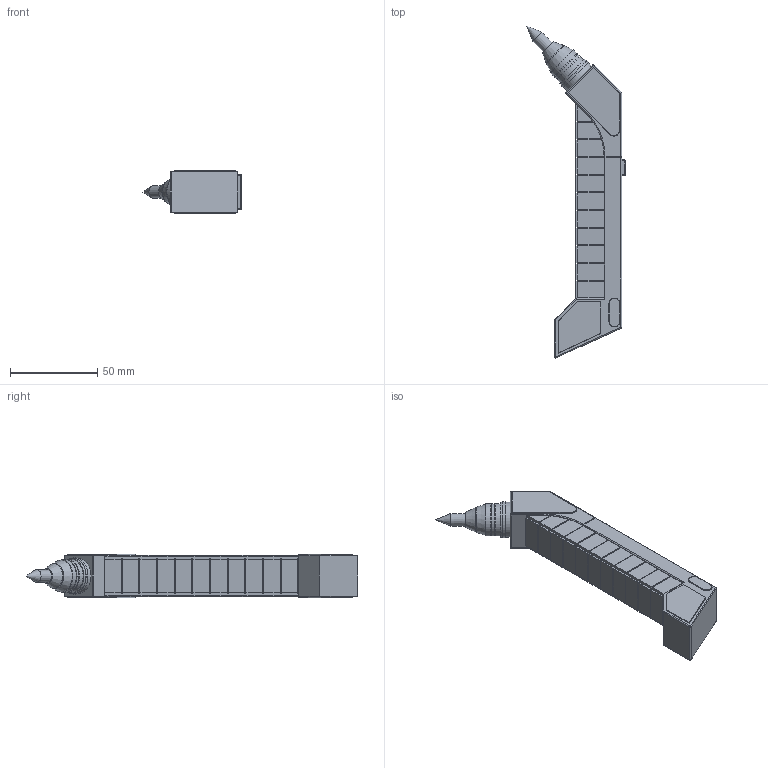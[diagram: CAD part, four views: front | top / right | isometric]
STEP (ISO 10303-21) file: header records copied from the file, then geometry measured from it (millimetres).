
FILE_DESCRIPTION(/* description */ ('STEP AP242','CAx-IF Rec.Pracs.---Representation and Presentation of Product Manufacturing Information (PMI)---4.0---2014-10-13','CAx-IF Rec.Pracs.---3D Tessellated Geometry---0.4---2014-09-14','2;1'),/* implementation_level */ '2;1');
FILE_NAME(/* name */ '689f0d8f60211d1ddc5231e0',/* time_stamp */ '2025-08-15T10:36:00Z',/* author */ (''),/* organization */ (''),/* preprocessor_version */ 'ST-DEVELOPER v20',/* originating_system */ 'ONSHAPE BY PTC INC, 1.202',/* authorisation */ ' ');
FILE_SCHEMA (('AP242_MANAGED_MODEL_BASED_3D_ENGINEERING_MIM_LF { 1 0 10303 442 1 1 4 }'));
Length unit declared in the file: metre
Products named in the file (13): Inlay 3 L - Dark gray; Button - Gold; Case - Gray; Inlay 1 R - Dark gray; Inlay 2 R - Dark gray; Inlay 3 R - Dark gray; Inlay 1 L - Dark gray; Inlay 2 L - Dark gray; Grip - Black; Tip - Silver; Base - Silver; Ring - Dark gray; Pin
Bounding box: 56.58 x 190.74 x 25 mm (x, y, z)
Volume: 107778.7 mm3; surface area: 36595.1 mm2
Topology: 13 solids, 13 shells, 355 faces, 869 edges, 540 vertices
Faces by surface type: plane 254, cylinder 54, cone 29, sphere 16, torus 2
Full cylindrical faces by diameter (mm): 9.8 x1, 10 x1
Entity records: 10289 total; most frequent: CARTESIAN_POINT 1734, DIRECTION 1694, ORIENTED_EDGE 1640, EDGE_CURVE 820, LINE 678, VECTOR 678, VERTEX_POINT 540, AXIS2_PLACEMENT_3D 508
